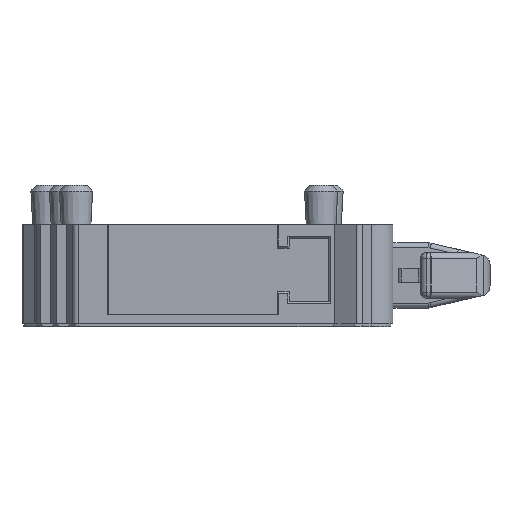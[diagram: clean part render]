
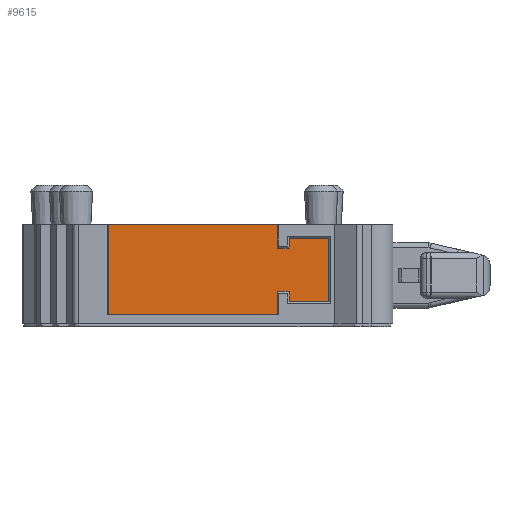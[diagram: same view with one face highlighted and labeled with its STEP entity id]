
A CAD part, front view. The second image highlights one B-rep face of the part: STEP entity #9615.
In plain terms, the highlighted planar face has unit normal (0, -1, 0).
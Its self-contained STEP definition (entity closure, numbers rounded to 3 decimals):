
#28 = ORIENTED_EDGE ( 'NONE', *, *, #9179, .T. ) ;
#75 = EDGE_CURVE ( 'NONE', #1611, #7925, #2790, .T. ) ;
#909 = VERTEX_POINT ( 'NONE', #3008 ) ;
#922 = DIRECTION ( 'NONE',  ( 0., 0., -1. ) ) ;
#929 = EDGE_CURVE ( 'NONE', #4363, #8673, #1873, .T. ) ;
#966 = VERTEX_POINT ( 'NONE', #8644 ) ;
#1114 = CARTESIAN_POINT ( 'NONE',  ( -80.251, -3.26, 31.617 ) ) ;
#1258 = VECTOR ( 'NONE', #4723, 1000. ) ;
#1319 = CARTESIAN_POINT ( 'NONE',  ( -82.251, -3.26, 31.617 ) ) ;
#1326 = VECTOR ( 'NONE', #7911, 1000. ) ;
#1445 = CARTESIAN_POINT ( 'NONE',  ( -80.037, -3.26, 28.417 ) ) ;
#1524 = DIRECTION ( 'NONE',  ( 1., 0., 0. ) ) ;
#1556 = AXIS2_PLACEMENT_3D ( 'NONE', #5561, #6383, #1524 ) ;
#1611 = VERTEX_POINT ( 'NONE', #6786 ) ;
#1725 = DIRECTION ( 'NONE',  ( 1., 0., 0. ) ) ;
#1873 = LINE ( 'NONE', #4610, #7810 ) ;
#1890 = DIRECTION ( 'NONE',  ( -1., 0., 0. ) ) ;
#1956 = EDGE_CURVE ( 'NONE', #8280, #8129, #6557, .T. ) ;
#2124 = VECTOR ( 'NONE', #922, 1000. ) ;
#2310 = EDGE_CURVE ( 'NONE', #909, #1611, #8061, .T. ) ;
#2427 = FACE_OUTER_BOUND ( 'NONE', #7645, .T. ) ;
#2463 = VERTEX_POINT ( 'NONE', #4830 ) ;
#2654 = ORIENTED_EDGE ( 'NONE', *, *, #4251, .F. ) ;
#2681 = LINE ( 'NONE', #5993, #4579 ) ;
#2735 = VERTEX_POINT ( 'NONE', #4909 ) ;
#2790 = LINE ( 'NONE', #6586, #6834 ) ;
#2791 = VECTOR ( 'NONE', #1890, 1000. ) ;
#3008 = CARTESIAN_POINT ( 'NONE',  ( -91.375, -3.26, 32.292 ) ) ;
#3179 = CARTESIAN_POINT ( 'NONE',  ( -80.251, -3.26, 28.417 ) ) ;
#3422 = DIRECTION ( 'NONE',  ( 0., 0., 1. ) ) ;
#3463 = ORIENTED_EDGE ( 'NONE', *, *, #3716, .T. ) ;
#3716 = EDGE_CURVE ( 'NONE', #7925, #8280, #2681, .T. ) ;
#3803 = DIRECTION ( 'NONE',  ( -1., 0., 0. ) ) ;
#3814 = VECTOR ( 'NONE', #5826, 1000. ) ;
#3960 = CARTESIAN_POINT ( 'NONE',  ( -82.848, -3.26, 28.917 ) ) ;
#3974 = ORIENTED_EDGE ( 'NONE', *, *, #4533, .T. ) ;
#4026 = DIRECTION ( 'NONE',  ( 0., 0., 1. ) ) ;
#4065 = LINE ( 'NONE', #5009, #3814 ) ;
#4251 = EDGE_CURVE ( 'NONE', #909, #4369, #4065, .T. ) ;
#4360 = EDGE_CURVE ( 'NONE', #2463, #2735, #7081, .T. ) ;
#4363 = VERTEX_POINT ( 'NONE', #1114 ) ;
#4369 = VERTEX_POINT ( 'NONE', #9988 ) ;
#4431 = VECTOR ( 'NONE', #6507, 1000. ) ;
#4450 = ORIENTED_EDGE ( 'NONE', *, *, #5872, .T. ) ;
#4533 = EDGE_CURVE ( 'NONE', #8673, #2463, #7448, .T. ) ;
#4579 = VECTOR ( 'NONE', #6779, 1000. ) ;
#4610 = CARTESIAN_POINT ( 'NONE',  ( -80.037, -3.26, 31.617 ) ) ;
#4723 = DIRECTION ( 'NONE',  ( 0., 0., -1. ) ) ;
#4830 = CARTESIAN_POINT ( 'NONE',  ( -82.251, -3.26, 31.117 ) ) ;
#4879 = CARTESIAN_POINT ( 'NONE',  ( -80.037, -3.26, 28.917 ) ) ;
#4909 = CARTESIAN_POINT ( 'NONE',  ( -82.848, -3.26, 31.117 ) ) ;
#5009 = CARTESIAN_POINT ( 'NONE',  ( -70.079, -3.26, 32.292 ) ) ;
#5096 = CARTESIAN_POINT ( 'NONE',  ( -82.848, -3.26, 27.742 ) ) ;
#5268 = CARTESIAN_POINT ( 'NONE',  ( -91.375, -3.26, 71.715 ) ) ;
#5417 = ORIENTED_EDGE ( 'NONE', *, *, #2310, .T. ) ;
#5561 = CARTESIAN_POINT ( 'NONE',  ( -80.037, -3.26, 71.715 ) ) ;
#5638 = LINE ( 'NONE', #1445, #1326 ) ;
#5697 = ORIENTED_EDGE ( 'NONE', *, *, #929, .T. ) ;
#5821 = EDGE_CURVE ( 'NONE', #8129, #966, #7182, .T. ) ;
#5826 = DIRECTION ( 'NONE',  ( 1., 0., 0. ) ) ;
#5872 = EDGE_CURVE ( 'NONE', #8293, #4363, #8338, .T. ) ;
#5887 = ORIENTED_EDGE ( 'NONE', *, *, #1956, .T. ) ;
#5922 = VECTOR ( 'NONE', #3422, 1000. ) ;
#5993 = CARTESIAN_POINT ( 'NONE',  ( -82.848, -3.26, 71.715 ) ) ;
#6147 = ORIENTED_EDGE ( 'NONE', *, *, #4360, .T. ) ;
#6383 = DIRECTION ( 'NONE',  ( 0., -1., 0. ) ) ;
#6507 = DIRECTION ( 'NONE',  ( 1., 0., 0. ) ) ;
#6557 = LINE ( 'NONE', #4879, #4431 ) ;
#6586 = CARTESIAN_POINT ( 'NONE',  ( -80.037, -3.26, 27.742 ) ) ;
#6779 = DIRECTION ( 'NONE',  ( 0., 0., 1. ) ) ;
#6786 = CARTESIAN_POINT ( 'NONE',  ( -91.375, -3.26, 27.742 ) ) ;
#6834 = VECTOR ( 'NONE', #1725, 1000. ) ;
#7081 = LINE ( 'NONE', #7542, #2791 ) ;
#7182 = LINE ( 'NONE', #9774, #2124 ) ;
#7448 = LINE ( 'NONE', #9556, #1258 ) ;
#7542 = CARTESIAN_POINT ( 'NONE',  ( -80.037, -3.26, 31.117 ) ) ;
#7558 = ORIENTED_EDGE ( 'NONE', *, *, #75, .T. ) ;
#7645 = EDGE_LOOP ( 'NONE', ( #28, #2654, #5417, #7558, #3463, #5887, #7876, #9868, #4450, #5697, #3974, #6147 ) ) ;
#7670 = EDGE_CURVE ( 'NONE', #966, #8293, #5638, .T. ) ;
#7733 = VECTOR ( 'NONE', #4026, 1000. ) ;
#7810 = VECTOR ( 'NONE', #3803, 1000. ) ;
#7876 = ORIENTED_EDGE ( 'NONE', *, *, #5821, .T. ) ;
#7911 = DIRECTION ( 'NONE',  ( 1., 0., 0. ) ) ;
#7925 = VERTEX_POINT ( 'NONE', #5096 ) ;
#8061 = LINE ( 'NONE', #5268, #9705 ) ;
#8129 = VERTEX_POINT ( 'NONE', #8664 ) ;
#8258 = CARTESIAN_POINT ( 'NONE',  ( -80.251, -3.26, 71.715 ) ) ;
#8280 = VERTEX_POINT ( 'NONE', #3960 ) ;
#8293 = VERTEX_POINT ( 'NONE', #3179 ) ;
#8338 = LINE ( 'NONE', #8258, #5922 ) ;
#8509 = DIRECTION ( 'NONE',  ( 0., 0., -1. ) ) ;
#8644 = CARTESIAN_POINT ( 'NONE',  ( -82.251, -3.26, 28.417 ) ) ;
#8664 = CARTESIAN_POINT ( 'NONE',  ( -82.251, -3.26, 28.917 ) ) ;
#8673 = VERTEX_POINT ( 'NONE', #1319 ) ;
#8859 = CARTESIAN_POINT ( 'NONE',  ( -82.848, -3.26, 27.742 ) ) ;
#9143 = LINE ( 'NONE', #8859, #7733 ) ;
#9179 = EDGE_CURVE ( 'NONE', #2735, #4369, #9143, .T. ) ;
#9556 = CARTESIAN_POINT ( 'NONE',  ( -82.251, -3.26, 71.715 ) ) ;
#9615 = ADVANCED_FACE ( 'NONE', ( #2427 ), #10391, .T. ) ;
#9705 = VECTOR ( 'NONE', #8509, 1000. ) ;
#9774 = CARTESIAN_POINT ( 'NONE',  ( -82.251, -3.26, 71.715 ) ) ;
#9868 = ORIENTED_EDGE ( 'NONE', *, *, #7670, .T. ) ;
#9988 = CARTESIAN_POINT ( 'NONE',  ( -82.848, -3.26, 32.292 ) ) ;
#10391 = PLANE ( 'NONE',  #1556 ) ;
